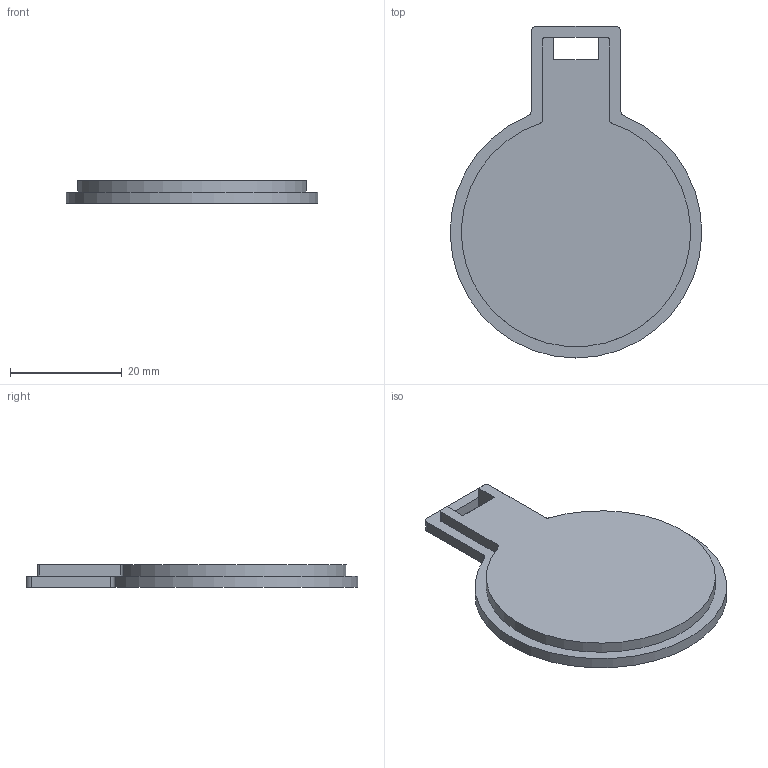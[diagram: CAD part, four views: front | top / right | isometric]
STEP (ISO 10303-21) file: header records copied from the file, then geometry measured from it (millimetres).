
FILE_DESCRIPTION(('FreeCAD Model'),'2;1');
FILE_NAME( 'tapa_motor.step' ,'2016-04-29T22:26:23',('Author'),(''), 'Open CASCADE STEP processor 6.9','FreeCAD','Unknown');
FILE_SCHEMA(('AUTOMOTIVE_DESIGN_CC2 { 1 2 10303 214 -1 1 5 4 }'));
Length unit declared in the file: millimetre
Products named in the file (2): ASSEMBLY; Body001
Assembly tree (1 placements, depth 2):
  ASSEMBLY
    Body001
Bounding box: 44.99 x 59.37 x 4 mm (x, y, z)
Volume: 6520.3 mm3; surface area: 4315.9 mm2
Topology: 1 solids, 1 shells, 24 faces, 64 edges, 42 vertices
Faces by surface type: plane 14, cylinder 10
Entity records: 1657 total; most frequent: CARTESIAN_POINT 320, DIRECTION 254, LINE 152, VECTOR 152, ORIENTED_EDGE 128, PCURVE 128, DEFINITIONAL_REPRESENTATION 128, EDGE_CURVE 64
